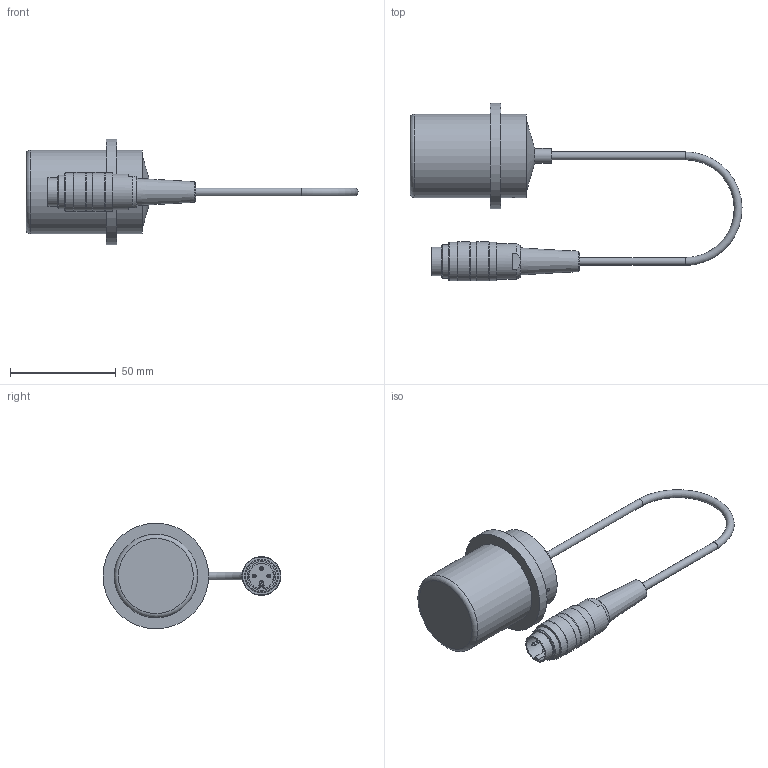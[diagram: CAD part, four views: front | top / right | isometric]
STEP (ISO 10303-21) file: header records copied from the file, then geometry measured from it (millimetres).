
FILE_DESCRIPTION(/* description */ (''),/* implementation_level */ '2;1');
FILE_NAME(/* name */ '130 118_R4T1-6.stp',/* time_stamp */ '2024-05-18T17:11:47+02:00',/* author */ ('kuttig'),/* organization */ (''),/* preprocessor_version */ 'ST-DEVELOPER v16.13',/* originating_system */ 'Autodesk Inventor 2018',/* authorisation */ '');
FILE_SCHEMA (('AUTOMOTIVE_DESIGN { 1 0 10303 214 3 1 1 }'));
Length unit declared in the file: millimetre
Products named in the file (1): 130 118_R4T1-6_Shrinkwrap_1
Bounding box: 157.2 x 84.25 x 50 mm (x, y, z)
Volume: 72810 mm3; surface area: 35770 mm2
Topology: 7 solids, 7 shells, 163 faces, 358 edges, 230 vertices
Faces by surface type: plane 87, cylinder 47, cone 19, bspline 6, torus 4
Full cylindrical faces by diameter (mm): 0.2 x2, 1 x5, 1.49 x3, 1.5 x1, 1.7 x2, 1.8 x1, 2.25 x1, 3 x1, 3.7 x2, 4.7 x1, 7 x1, 10 x1, 13.5 x1, 15.08 x1, 16 x1, 16.9 x1, 18.15 x3, 18.5 x2, 32.85 x1, 35 x2, 35.2 x1, 39.5 x2, 50 x1
Entity records: 4669 total; most frequent: CARTESIAN_POINT 1036, DIRECTION 722, ORIENTED_EDGE 574, AXIS2_PLACEMENT_3D 292, EDGE_CURVE 287, EDGE_LOOP 261, VERTEX_POINT 218, STYLED_ITEM 170
